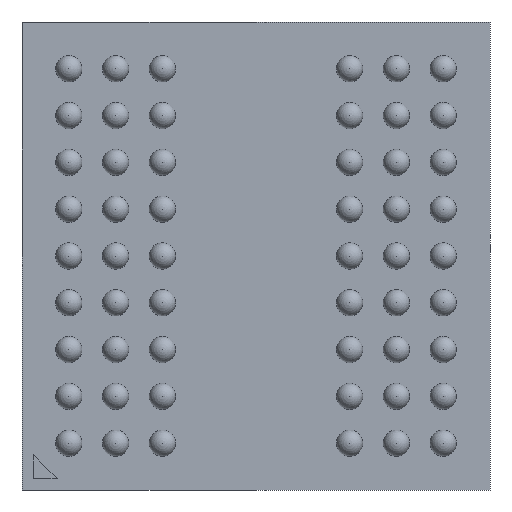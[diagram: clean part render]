
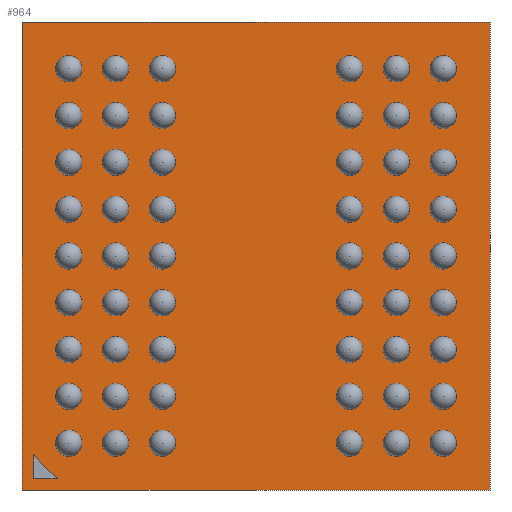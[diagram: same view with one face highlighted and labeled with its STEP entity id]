
A CAD part, front view. The second image highlights one B-rep face of the part: STEP entity #964.
In plain terms, the highlighted planar face has unit normal (0, -1, 0).
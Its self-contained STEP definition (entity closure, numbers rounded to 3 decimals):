
#136 = ORIENTED_EDGE ( 'NONE', *, *, #531, .T. ) ;
#153 = PLANE ( 'NONE',  #1181 ) ;
#170 = CARTESIAN_POINT ( 'NONE',  ( 0., 0.325, 0. ) ) ;
#176 = CARTESIAN_POINT ( 'NONE',  ( -3.8, 0.325, -3.8 ) ) ;
#251 = ORIENTED_EDGE ( 'NONE', *, *, #2909, .T. ) ;
#322 = DIRECTION ( 'NONE',  ( 0., 0., 1. ) ) ;
#364 = CARTESIAN_POINT ( 'NONE',  ( -4., 0.325, 4. ) ) ;
#380 = ORIENTED_EDGE ( 'NONE', *, *, #2048, .F. ) ;
#531 = EDGE_CURVE ( 'NONE', #4502, #1568, #2390, .T. ) ;
#567 = DIRECTION ( 'NONE',  ( 0., -1., 0. ) ) ;
#655 = CARTESIAN_POINT ( 'NONE',  ( -4., 0.325, -4. ) ) ;
#739 = VECTOR ( 'NONE', #322, 1000. ) ;
#775 = VECTOR ( 'NONE', #1358, 1000. ) ;
#906 = FACE_OUTER_BOUND ( 'NONE', #1339, .T. ) ;
#910 = CARTESIAN_POINT ( 'NONE',  ( -3.4, 0.325, -3.8 ) ) ;
#963 = EDGE_CURVE ( 'NONE', #4137, #4836, #3438, .T. ) ;
#964 = ADVANCED_FACE ( 'NONE', ( #906, #4095 ), #153, .T. ) ;
#1025 = DIRECTION ( 'NONE',  ( -0.707, 0., 0.707 ) ) ;
#1181 = AXIS2_PLACEMENT_3D ( 'NONE', #170, #567, #1774 ) ;
#1205 = DIRECTION ( 'NONE',  ( -1., 0., 0. ) ) ;
#1339 = EDGE_LOOP ( 'NONE', ( #3534, #251, #136, #4530 ) ) ;
#1358 = DIRECTION ( 'NONE',  ( 0., 0., -1. ) ) ;
#1504 = LINE ( 'NONE', #4225, #739 ) ;
#1545 = LINE ( 'NONE', #364, #3505 ) ;
#1568 = VERTEX_POINT ( 'NONE', #4684 ) ;
#1581 = VECTOR ( 'NONE', #1025, 1000. ) ;
#1587 = DIRECTION ( 'NONE',  ( 0., 0., -1. ) ) ;
#1774 = DIRECTION ( 'NONE',  ( 1., 0., 0. ) ) ;
#1796 = DIRECTION ( 'NONE',  ( 1., 0., 0. ) ) ;
#2048 = EDGE_CURVE ( 'NONE', #4836, #3782, #3937, .T. ) ;
#2091 = VERTEX_POINT ( 'NONE', #3199 ) ;
#2390 = LINE ( 'NONE', #4133, #4587 ) ;
#2408 = CARTESIAN_POINT ( 'NONE',  ( 4., 0.325, 4. ) ) ;
#2522 = CARTESIAN_POINT ( 'NONE',  ( -3.8, 0.325, -3.4 ) ) ;
#2536 = LINE ( 'NONE', #2983, #1581 ) ;
#2564 = CARTESIAN_POINT ( 'NONE',  ( -3.8, 0.325, -3.4 ) ) ;
#2639 = VERTEX_POINT ( 'NONE', #2408 ) ;
#2694 = ORIENTED_EDGE ( 'NONE', *, *, #963, .F. ) ;
#2708 = VECTOR ( 'NONE', #1205, 1000. ) ;
#2909 = EDGE_CURVE ( 'NONE', #2091, #4502, #1545, .T. ) ;
#2971 = EDGE_CURVE ( 'NONE', #2639, #2091, #3765, .T. ) ;
#2983 = CARTESIAN_POINT ( 'NONE',  ( -3.4, 0.325, -3.8 ) ) ;
#3003 = EDGE_CURVE ( 'NONE', #1568, #2639, #1504, .T. ) ;
#3199 = CARTESIAN_POINT ( 'NONE',  ( -4., 0.325, 4. ) ) ;
#3438 = LINE ( 'NONE', #2564, #775 ) ;
#3505 = VECTOR ( 'NONE', #1587, 1000. ) ;
#3534 = ORIENTED_EDGE ( 'NONE', *, *, #2971, .T. ) ;
#3579 = VECTOR ( 'NONE', #3997, 1000. ) ;
#3636 = CARTESIAN_POINT ( 'NONE',  ( -3.8, 0.325, -3.8 ) ) ;
#3765 = LINE ( 'NONE', #4745, #2708 ) ;
#3782 = VERTEX_POINT ( 'NONE', #910 ) ;
#3931 = EDGE_CURVE ( 'NONE', #3782, #4137, #2536, .T. ) ;
#3937 = LINE ( 'NONE', #3636, #3579 ) ;
#3997 = DIRECTION ( 'NONE',  ( 1., 0., 0. ) ) ;
#4068 = EDGE_LOOP ( 'NONE', ( #4325, #380, #2694 ) ) ;
#4095 = FACE_BOUND ( 'NONE', #4068, .T. ) ;
#4133 = CARTESIAN_POINT ( 'NONE',  ( -4., 0.325, -4. ) ) ;
#4137 = VERTEX_POINT ( 'NONE', #2522 ) ;
#4225 = CARTESIAN_POINT ( 'NONE',  ( 4., 0.325, 4. ) ) ;
#4325 = ORIENTED_EDGE ( 'NONE', *, *, #3931, .F. ) ;
#4502 = VERTEX_POINT ( 'NONE', #655 ) ;
#4530 = ORIENTED_EDGE ( 'NONE', *, *, #3003, .T. ) ;
#4587 = VECTOR ( 'NONE', #1796, 1000. ) ;
#4684 = CARTESIAN_POINT ( 'NONE',  ( 4., 0.325, -4. ) ) ;
#4745 = CARTESIAN_POINT ( 'NONE',  ( -4., 0.325, 4. ) ) ;
#4836 = VERTEX_POINT ( 'NONE', #176 ) ;
